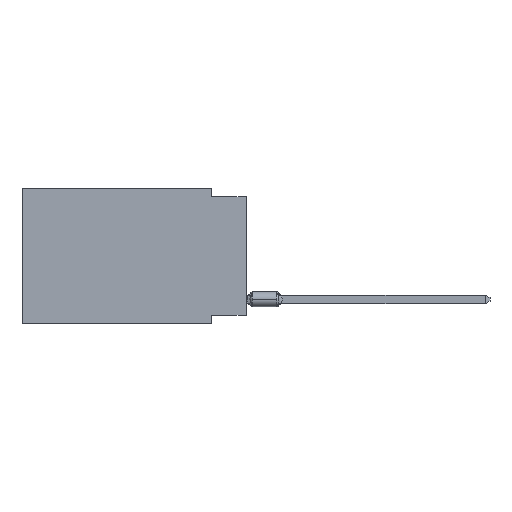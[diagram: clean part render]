
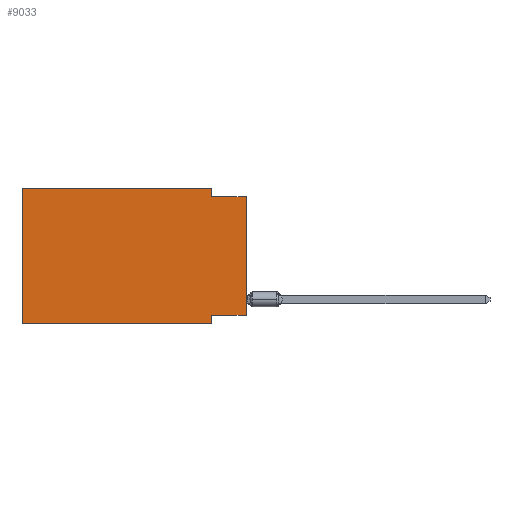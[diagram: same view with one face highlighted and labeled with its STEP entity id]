
A CAD part, left-side view. The second image highlights one B-rep face of the part: STEP entity #9033.
In plain terms, the highlighted planar face has unit normal (-1, 0, 0).
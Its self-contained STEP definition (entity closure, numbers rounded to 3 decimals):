
#406 = LINE ( 'NONE', #9261, #2352 ) ;
#911 = VECTOR ( 'NONE', #3485, 1000. ) ;
#999 = DIRECTION ( 'NONE',  ( 0., -1., 0. ) ) ;
#1158 = VERTEX_POINT ( 'NONE', #9533 ) ;
#1762 = EDGE_CURVE ( 'NONE', #4202, #6178, #7930, .T. ) ;
#2146 = VERTEX_POINT ( 'NONE', #4308 ) ;
#2170 = ORIENTED_EDGE ( 'NONE', *, *, #1762, .F. ) ;
#2324 = ORIENTED_EDGE ( 'NONE', *, *, #11813, .F. ) ;
#2352 = VECTOR ( 'NONE', #3385, 1000. ) ;
#2450 = CARTESIAN_POINT ( 'NONE',  ( 0., 16.383, 0. ) ) ;
#2626 = CARTESIAN_POINT ( 'NONE',  ( 0., 2.54, -0.635 ) ) ;
#2887 = LINE ( 'NONE', #7786, #4769 ) ;
#3294 = CARTESIAN_POINT ( 'NONE',  ( 0., 0., -0.635 ) ) ;
#3385 = DIRECTION ( 'NONE',  ( 0., 0., 1. ) ) ;
#3485 = DIRECTION ( 'NONE',  ( 0., -1., 0. ) ) ;
#3570 = FACE_OUTER_BOUND ( 'NONE', #3644, .T. ) ;
#3644 = EDGE_LOOP ( 'NONE', ( #8821, #11510, #5306, #2170, #2324, #11995, #11893, #8789 ) ) ;
#3718 = CARTESIAN_POINT ( 'NONE',  ( 0., 16.383, 0. ) ) ;
#4202 = VERTEX_POINT ( 'NONE', #10618 ) ;
#4271 = DIRECTION ( 'NONE',  ( 0., 1., 0. ) ) ;
#4308 = CARTESIAN_POINT ( 'NONE',  ( 0., 0., -9.271 ) ) ;
#4485 = PLANE ( 'NONE',  #7725 ) ;
#4769 = VECTOR ( 'NONE', #12789, 1000. ) ;
#4816 = CARTESIAN_POINT ( 'NONE',  ( 0., 16.383, -9.906 ) ) ;
#4850 = EDGE_CURVE ( 'NONE', #2146, #5459, #10213, .T. ) ;
#4923 = CARTESIAN_POINT ( 'NONE',  ( 0., 16.383, -9.906 ) ) ;
#4976 = VECTOR ( 'NONE', #8218, 1000. ) ;
#5306 = ORIENTED_EDGE ( 'NONE', *, *, #7709, .F. ) ;
#5459 = VERTEX_POINT ( 'NONE', #11850 ) ;
#5486 = LINE ( 'NONE', #3294, #911 ) ;
#6178 = VERTEX_POINT ( 'NONE', #11621 ) ;
#6385 = DIRECTION ( 'NONE',  ( 0., -1., 0. ) ) ;
#6549 = DIRECTION ( 'NONE',  ( 1., 0., 0. ) ) ;
#6615 = VERTEX_POINT ( 'NONE', #9130 ) ;
#6659 = EDGE_CURVE ( 'NONE', #2146, #1158, #406, .T. ) ;
#6686 = DIRECTION ( 'NONE',  ( 0., 0., 1. ) ) ;
#7123 = EDGE_CURVE ( 'NONE', #5459, #6615, #2887, .T. ) ;
#7573 = CARTESIAN_POINT ( 'NONE',  ( 0., 16.383, 0. ) ) ;
#7709 = EDGE_CURVE ( 'NONE', #6178, #11803, #11082, .T. ) ;
#7725 = AXIS2_PLACEMENT_3D ( 'NONE', #7573, #6549, #11527 ) ;
#7738 = VECTOR ( 'NONE', #999, 1000. ) ;
#7778 = LINE ( 'NONE', #4816, #7738 ) ;
#7786 = CARTESIAN_POINT ( 'NONE',  ( 0., 2.54, -9.906 ) ) ;
#7930 = LINE ( 'NONE', #2450, #7990 ) ;
#7990 = VECTOR ( 'NONE', #6385, 1000. ) ;
#8218 = DIRECTION ( 'NONE',  ( 0., 0., -1. ) ) ;
#8682 = LINE ( 'NONE', #3718, #8982 ) ;
#8789 = ORIENTED_EDGE ( 'NONE', *, *, #4850, .F. ) ;
#8821 = ORIENTED_EDGE ( 'NONE', *, *, #6659, .T. ) ;
#8982 = VECTOR ( 'NONE', #6686, 1000. ) ;
#9033 = ADVANCED_FACE ( 'NONE', ( #3570 ), #4485, .F. ) ;
#9124 = VERTEX_POINT ( 'NONE', #4923 ) ;
#9130 = CARTESIAN_POINT ( 'NONE',  ( 0., 2.54, -9.906 ) ) ;
#9261 = CARTESIAN_POINT ( 'NONE',  ( 0., 0., 0. ) ) ;
#9533 = CARTESIAN_POINT ( 'NONE',  ( 0., 0., -0.635 ) ) ;
#10213 = LINE ( 'NONE', #10404, #12469 ) ;
#10404 = CARTESIAN_POINT ( 'NONE',  ( 0., 0., -9.271 ) ) ;
#10618 = CARTESIAN_POINT ( 'NONE',  ( 0., 16.383, 0. ) ) ;
#11082 = LINE ( 'NONE', #12243, #4976 ) ;
#11328 = EDGE_CURVE ( 'NONE', #11803, #1158, #5486, .T. ) ;
#11510 = ORIENTED_EDGE ( 'NONE', *, *, #11328, .F. ) ;
#11527 = DIRECTION ( 'NONE',  ( 0., 0., -1. ) ) ;
#11621 = CARTESIAN_POINT ( 'NONE',  ( 0., 2.54, 0. ) ) ;
#11803 = VERTEX_POINT ( 'NONE', #2626 ) ;
#11813 = EDGE_CURVE ( 'NONE', #9124, #4202, #8682, .T. ) ;
#11850 = CARTESIAN_POINT ( 'NONE',  ( 0., 2.54, -9.271 ) ) ;
#11893 = ORIENTED_EDGE ( 'NONE', *, *, #7123, .F. ) ;
#11961 = EDGE_CURVE ( 'NONE', #9124, #6615, #7778, .T. ) ;
#11995 = ORIENTED_EDGE ( 'NONE', *, *, #11961, .T. ) ;
#12243 = CARTESIAN_POINT ( 'NONE',  ( 0., 2.54, 0. ) ) ;
#12469 = VECTOR ( 'NONE', #4271, 1000. ) ;
#12789 = DIRECTION ( 'NONE',  ( 0., 0., -1. ) ) ;
